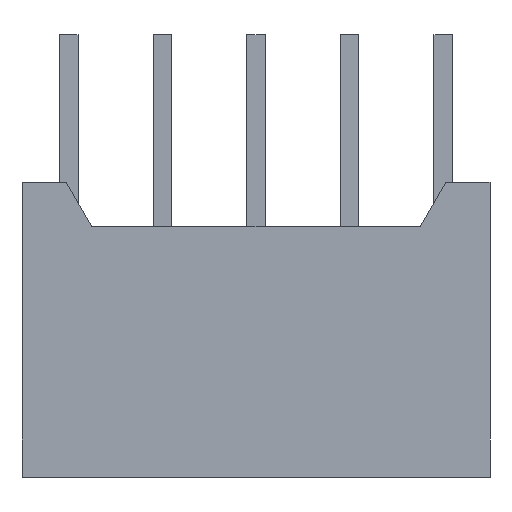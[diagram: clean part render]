
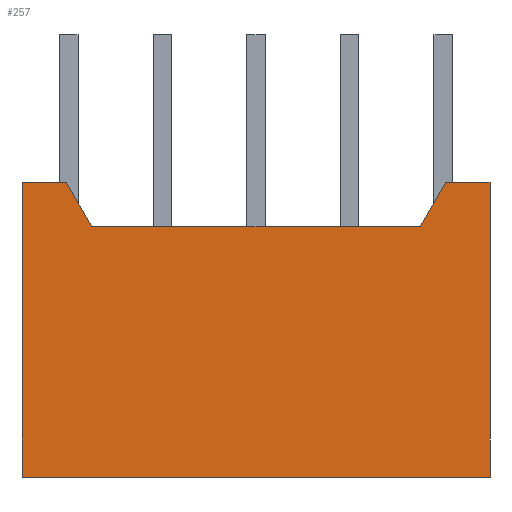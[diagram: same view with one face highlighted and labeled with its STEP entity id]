
A CAD part, front view. The second image highlights one B-rep face of the part: STEP entity #257.
In plain terms, the highlighted planar face has unit normal (0, -1, 0).
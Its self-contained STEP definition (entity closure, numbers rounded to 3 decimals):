
#8 = EDGE_CURVE ( 'NONE', #1559, #1551, #1151, .T. ) ;
#23 = EDGE_CURVE ( 'NONE', #1548, #1542, #2193, .T. ) ;
#25 = EDGE_CURVE ( 'NONE', #1547, #1576, #2226, .T. ) ;
#28 = EDGE_CURVE ( 'NONE', #1559, #1548, #2187, .T. ) ;
#34 = EDGE_CURVE ( 'NONE', #1485, #1547, #2197, .T. ) ;
#48 = EDGE_CURVE ( 'NONE', #1576, #1551, #2275, .T. ) ;
#173 = EDGE_CURVE ( 'NONE', #1485, #1515, #2499, .T. ) ;
#176 = EDGE_CURVE ( 'NONE', #1515, #1542, #2549, .T. ) ;
#257 = ADVANCED_FACE ( 'NONE', ( #2632 ), #3327, .F. ) ;
#437 = AXIS2_PLACEMENT_3D ( 'NONE', #3313, #3335, #3326 ) ;
#602 = ORIENTED_EDGE ( 'NONE', *, *, #8, .F. ) ;
#606 = ORIENTED_EDGE ( 'NONE', *, *, #23, .T. ) ;
#622 = ORIENTED_EDGE ( 'NONE', *, *, #28, .T. ) ;
#631 = ORIENTED_EDGE ( 'NONE', *, *, #34, .T. ) ;
#640 = ORIENTED_EDGE ( 'NONE', *, *, #25, .T. ) ;
#653 = ORIENTED_EDGE ( 'NONE', *, *, #173, .F. ) ;
#1002 = EDGE_LOOP ( 'NONE', ( #653, #631, #640, #1407, #602, #622, #606, #1439 ) ) ;
#1144 = VECTOR ( 'NONE', #3572, 1000. ) ;
#1151 = LINE ( 'NONE', #3568, #1144 ) ;
#1407 = ORIENTED_EDGE ( 'NONE', *, *, #48, .T. ) ;
#1439 = ORIENTED_EDGE ( 'NONE', *, *, #176, .F. ) ;
#1485 = VERTEX_POINT ( 'NONE', #1838 ) ;
#1515 = VERTEX_POINT ( 'NONE', #1812 ) ;
#1542 = VERTEX_POINT ( 'NONE', #1873 ) ;
#1547 = VERTEX_POINT ( 'NONE', #1877 ) ;
#1548 = VERTEX_POINT ( 'NONE', #1895 ) ;
#1551 = VERTEX_POINT ( 'NONE', #1883 ) ;
#1559 = VERTEX_POINT ( 'NONE', #1852 ) ;
#1576 = VERTEX_POINT ( 'NONE', #1884 ) ;
#1812 = CARTESIAN_POINT ( 'NONE',  ( 6.35, -9.525, 8. ) ) ;
#1838 = CARTESIAN_POINT ( 'NONE',  ( 5.15, -9.525, 8. ) ) ;
#1852 = CARTESIAN_POINT ( 'NONE',  ( -6.35, -9.525, 8. ) ) ;
#1873 = CARTESIAN_POINT ( 'NONE',  ( 6.35, -9.525, 0. ) ) ;
#1877 = CARTESIAN_POINT ( 'NONE',  ( 4.457, -9.525, 6.8 ) ) ;
#1883 = CARTESIAN_POINT ( 'NONE',  ( -5.15, -9.525, 8. ) ) ;
#1884 = CARTESIAN_POINT ( 'NONE',  ( -4.457, -9.525, 6.8 ) ) ;
#1895 = CARTESIAN_POINT ( 'NONE',  ( -6.35, -9.525, 0. ) ) ;
#2182 = VECTOR ( 'NONE', #3639, 1000. ) ;
#2187 = LINE ( 'NONE', #3617, #2237 ) ;
#2193 = LINE ( 'NONE', #3601, #2203 ) ;
#2197 = LINE ( 'NONE', #3629, #2182 ) ;
#2203 = VECTOR ( 'NONE', #3607, 1000. ) ;
#2216 = VECTOR ( 'NONE', #3597, 1000. ) ;
#2226 = LINE ( 'NONE', #3593, #2216 ) ;
#2237 = VECTOR ( 'NONE', #3643, 1000. ) ;
#2259 = VECTOR ( 'NONE', #3646, 1000. ) ;
#2275 = LINE ( 'NONE', #3641, #2259 ) ;
#2499 = LINE ( 'NONE', #3021, #2528 ) ;
#2500 = VECTOR ( 'NONE', #3054, 1000. ) ;
#2528 = VECTOR ( 'NONE', #3057, 1000. ) ;
#2549 = LINE ( 'NONE', #3033, #2500 ) ;
#2632 = FACE_OUTER_BOUND ( 'NONE', #1002, .T. ) ;
#3021 = CARTESIAN_POINT ( 'NONE',  ( -6.35, -9.525, 8. ) ) ;
#3033 = CARTESIAN_POINT ( 'NONE',  ( 6.35, -9.525, 8. ) ) ;
#3054 = DIRECTION ( 'NONE',  ( 0., 0., -1. ) ) ;
#3057 = DIRECTION ( 'NONE',  ( 1., 0., 0. ) ) ;
#3313 = CARTESIAN_POINT ( 'NONE',  ( -6.35, -9.525, 8. ) ) ;
#3326 = DIRECTION ( 'NONE',  ( 0., 0., 1. ) ) ;
#3327 = PLANE ( 'NONE',  #437 ) ;
#3335 = DIRECTION ( 'NONE',  ( 0., 1., 0. ) ) ;
#3568 = CARTESIAN_POINT ( 'NONE',  ( -6.35, -9.525, 8. ) ) ;
#3572 = DIRECTION ( 'NONE',  ( 1., 0., 0. ) ) ;
#3593 = CARTESIAN_POINT ( 'NONE',  ( 4.457, -9.525, 6.8 ) ) ;
#3597 = DIRECTION ( 'NONE',  ( -1., 0., 0. ) ) ;
#3601 = CARTESIAN_POINT ( 'NONE',  ( -6.35, -9.525, 0. ) ) ;
#3607 = DIRECTION ( 'NONE',  ( 1., 0., 0. ) ) ;
#3617 = CARTESIAN_POINT ( 'NONE',  ( -6.35, -9.525, 8. ) ) ;
#3629 = CARTESIAN_POINT ( 'NONE',  ( 5.15, -9.525, 8. ) ) ;
#3639 = DIRECTION ( 'NONE',  ( -0.5, 0., -0.866 ) ) ;
#3641 = CARTESIAN_POINT ( 'NONE',  ( -4.457, -9.525, 6.8 ) ) ;
#3643 = DIRECTION ( 'NONE',  ( 0., 0., -1. ) ) ;
#3646 = DIRECTION ( 'NONE',  ( -0.5, 0., 0.866 ) ) ;
